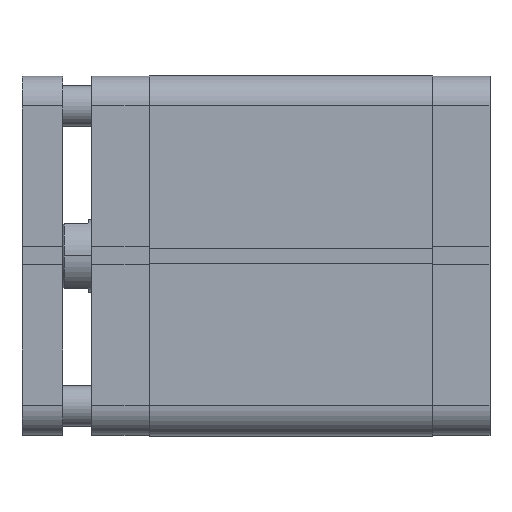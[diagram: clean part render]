
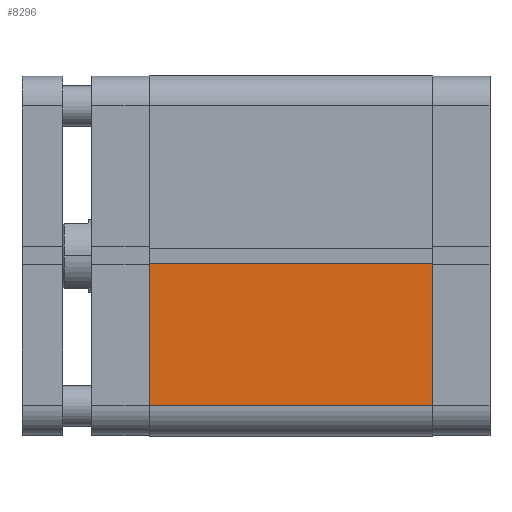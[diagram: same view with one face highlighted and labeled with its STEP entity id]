
A CAD part, top view. The second image highlights one B-rep face of the part: STEP entity #8296.
In plain terms, the highlighted face is planar.
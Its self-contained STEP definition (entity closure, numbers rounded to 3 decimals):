
#156 = AXIS2_PLACEMENT_3D ( 'NONE', #5687, #5693, #5694 ) ;
#1547 = VECTOR ( 'NONE', #5424, 1000. ) ;
#1550 = LINE ( 'NONE', #5415, #1551 ) ;
#1551 = VECTOR ( 'NONE', #5416, 1000. ) ;
#1553 = LINE ( 'NONE', #5423, #1563 ) ;
#1557 = LINE ( 'NONE', #5414, #1547 ) ;
#1563 = VECTOR ( 'NONE', #5430, 1000. ) ;
#1565 = LINE ( 'NONE', #5431, #1566 ) ;
#1566 = VECTOR ( 'NONE', #5432, 1000. ) ;
#1924 = VERTEX_POINT ( 'NONE', #3834 ) ;
#1926 = VERTEX_POINT ( 'NONE', #3836 ) ;
#1928 = VERTEX_POINT ( 'NONE', #3838 ) ;
#1931 = VERTEX_POINT ( 'NONE', #3841 ) ;
#2329 = ORIENTED_EDGE ( 'NONE', *, *, #8206, .T. ) ;
#2378 = ORIENTED_EDGE ( 'NONE', *, *, #8209, .F. ) ;
#2406 = ORIENTED_EDGE ( 'NONE', *, *, #8202, .T. ) ;
#2408 = ORIENTED_EDGE ( 'NONE', *, *, #8210, .F. ) ;
#2767 = EDGE_LOOP ( 'NONE', ( #2408, #2378, #2406, #2329 ) ) ;
#3834 = CARTESIAN_POINT ( 'NONE',  ( 2.6, 62., -97.5 ) ) ;
#3836 = CARTESIAN_POINT ( 'NONE',  ( 51.5, 62., -97.5 ) ) ;
#3838 = CARTESIAN_POINT ( 'NONE',  ( 51.5, 62., 0. ) ) ;
#3841 = CARTESIAN_POINT ( 'NONE',  ( 2.6, 62., 0. ) ) ;
#5414 = CARTESIAN_POINT ( 'NONE',  ( 2.6, 62., -97.5 ) ) ;
#5415 = CARTESIAN_POINT ( 'NONE',  ( 2.6, 62., -97.5 ) ) ;
#5416 = DIRECTION ( 'NONE',  ( -1., 0., 0. ) ) ;
#5423 = CARTESIAN_POINT ( 'NONE',  ( 51.5, 62., -97.5 ) ) ;
#5424 = DIRECTION ( 'NONE',  ( 0., 0., 1. ) ) ;
#5430 = DIRECTION ( 'NONE',  ( 0., 0., 1. ) ) ;
#5431 = CARTESIAN_POINT ( 'NONE',  ( 2.6, 62., 0. ) ) ;
#5432 = DIRECTION ( 'NONE',  ( -1., 0., 0. ) ) ;
#5684 = PLANE ( 'NONE',  #156 ) ;
#5687 = CARTESIAN_POINT ( 'NONE',  ( 2.6, 62., -97.5 ) ) ;
#5693 = DIRECTION ( 'NONE',  ( 0., 1., 0. ) ) ;
#5694 = DIRECTION ( 'NONE',  ( 0., 0., 1. ) ) ;
#6238 = FACE_OUTER_BOUND ( 'NONE', #2767, .T. ) ;
#8202 = EDGE_CURVE ( 'NONE', #1926, #1924, #1550, .T. ) ;
#8206 = EDGE_CURVE ( 'NONE', #1924, #1931, #1557, .T. ) ;
#8209 = EDGE_CURVE ( 'NONE', #1926, #1928, #1553, .T. ) ;
#8210 = EDGE_CURVE ( 'NONE', #1928, #1931, #1565, .T. ) ;
#8296 = ADVANCED_FACE ( 'NONE', ( #6238 ), #5684, .T. ) ;
